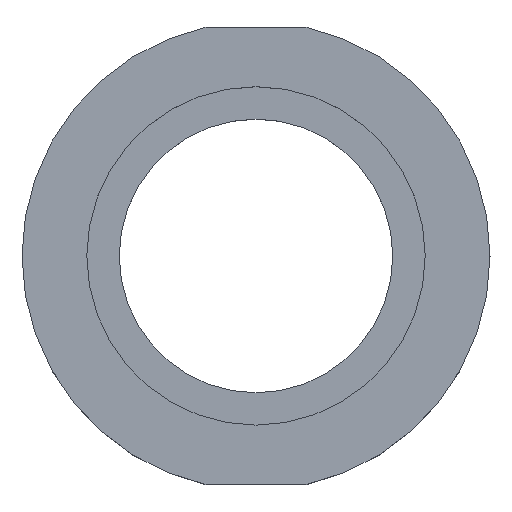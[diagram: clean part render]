
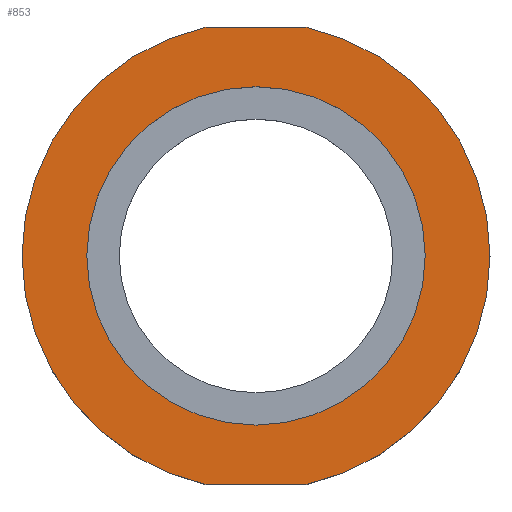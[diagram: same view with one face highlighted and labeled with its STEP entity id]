
A CAD part, top view. The second image highlights one B-rep face of the part: STEP entity #853.
In plain terms, the highlighted planar face has unit normal (0, 0, 1).
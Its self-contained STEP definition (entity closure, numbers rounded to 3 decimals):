
#11 = DIRECTION ( 'NONE',  ( 1., 0., 0. ) ) ;
#26 = VERTEX_POINT ( 'NONE', #381 ) ;
#31 = CIRCLE ( 'NONE', #742, 32.5 ) ;
#41 = VERTEX_POINT ( 'NONE', #818 ) ;
#59 = AXIS2_PLACEMENT_3D ( 'NONE', #236, #532, #603 ) ;
#86 = DIRECTION ( 'NONE',  ( -1., 0., 0. ) ) ;
#116 = EDGE_CURVE ( 'NONE', #409, #213, #437, .T. ) ;
#126 = EDGE_CURVE ( 'NONE', #41, #208, #811, .T. ) ;
#129 = DIRECTION ( 'NONE',  ( 0., 0., -1. ) ) ;
#161 = DIRECTION ( 'NONE',  ( 0., 0., -1. ) ) ;
#187 = CARTESIAN_POINT ( 'NONE',  ( -6.942, -31.75, 7.5 ) ) ;
#190 = CARTESIAN_POINT ( 'NONE',  ( 32.5, 0., 7.5 ) ) ;
#201 = EDGE_LOOP ( 'NONE', ( #303, #651, #844, #616, #286 ) ) ;
#208 = VERTEX_POINT ( 'NONE', #187 ) ;
#213 = VERTEX_POINT ( 'NONE', #628 ) ;
#216 = CIRCLE ( 'NONE', #769, 23.5 ) ;
#236 = CARTESIAN_POINT ( 'NONE',  ( 0., 0., 7.5 ) ) ;
#241 = AXIS2_PLACEMENT_3D ( 'NONE', #697, #615, #462 ) ;
#286 = ORIENTED_EDGE ( 'NONE', *, *, #116, .F. ) ;
#303 = ORIENTED_EDGE ( 'NONE', *, *, #627, .F. ) ;
#304 = CARTESIAN_POINT ( 'NONE',  ( 0., 0., 7.5 ) ) ;
#324 = EDGE_CURVE ( 'NONE', #26, #41, #354, .T. ) ;
#334 = PLANE ( 'NONE',  #784 ) ;
#340 = LINE ( 'NONE', #895, #599 ) ;
#354 = CIRCLE ( 'NONE', #904, 32.5 ) ;
#359 = CARTESIAN_POINT ( 'NONE',  ( -32.5, 0., 7.5 ) ) ;
#365 = EDGE_LOOP ( 'NONE', ( #828, #571 ) ) ;
#380 = CARTESIAN_POINT ( 'NONE',  ( 0., 0., 7.5 ) ) ;
#381 = CARTESIAN_POINT ( 'NONE',  ( 6.942, 31.75, 7.5 ) ) ;
#395 = DIRECTION ( 'NONE',  ( -1., 0., 0. ) ) ;
#409 = VERTEX_POINT ( 'NONE', #359 ) ;
#437 = CIRCLE ( 'NONE', #241, 32.5 ) ;
#451 = DIRECTION ( 'NONE',  ( 0., 0., -1. ) ) ;
#462 = DIRECTION ( 'NONE',  ( -1., 0., 0. ) ) ;
#510 = CARTESIAN_POINT ( 'NONE',  ( 0., 0., 7.5 ) ) ;
#525 = CARTESIAN_POINT ( 'NONE',  ( -23.5, 0., 7.5 ) ) ;
#532 = DIRECTION ( 'NONE',  ( 0., 0., -1. ) ) ;
#571 = ORIENTED_EDGE ( 'NONE', *, *, #592, .T. ) ;
#574 = FACE_OUTER_BOUND ( 'NONE', #201, .T. ) ;
#579 = EDGE_CURVE ( 'NONE', #633, #816, #216, .T. ) ;
#592 = EDGE_CURVE ( 'NONE', #816, #633, #808, .T. ) ;
#599 = VECTOR ( 'NONE', #11, 1000. ) ;
#603 = DIRECTION ( 'NONE',  ( -1., 0., 0. ) ) ;
#615 = DIRECTION ( 'NONE',  ( 0., 0., -1. ) ) ;
#616 = ORIENTED_EDGE ( 'NONE', *, *, #659, .F. ) ;
#627 = EDGE_CURVE ( 'NONE', #208, #409, #31, .T. ) ;
#628 = CARTESIAN_POINT ( 'NONE',  ( -6.942, 31.75, 7.5 ) ) ;
#631 = DIRECTION ( 'NONE',  ( 0., 0., -1. ) ) ;
#633 = VERTEX_POINT ( 'NONE', #525 ) ;
#651 = ORIENTED_EDGE ( 'NONE', *, *, #126, .F. ) ;
#659 = EDGE_CURVE ( 'NONE', #213, #26, #340, .T. ) ;
#697 = CARTESIAN_POINT ( 'NONE',  ( 0., 0., 7.5 ) ) ;
#718 = VECTOR ( 'NONE', #395, 1000. ) ;
#728 = FACE_BOUND ( 'NONE', #365, .T. ) ;
#742 = AXIS2_PLACEMENT_3D ( 'NONE', #304, #451, #754 ) ;
#754 = DIRECTION ( 'NONE',  ( -1., 0., 0. ) ) ;
#769 = AXIS2_PLACEMENT_3D ( 'NONE', #380, #161, #86 ) ;
#776 = CARTESIAN_POINT ( 'NONE',  ( -33.152, -31.75, 7.5 ) ) ;
#784 = AXIS2_PLACEMENT_3D ( 'NONE', #190, #631, #865 ) ;
#798 = DIRECTION ( 'NONE',  ( -1., 0., 0. ) ) ;
#808 = CIRCLE ( 'NONE', #59, 23.5 ) ;
#811 = LINE ( 'NONE', #776, #718 ) ;
#816 = VERTEX_POINT ( 'NONE', #861 ) ;
#818 = CARTESIAN_POINT ( 'NONE',  ( 6.942, -31.75, 7.5 ) ) ;
#828 = ORIENTED_EDGE ( 'NONE', *, *, #579, .T. ) ;
#844 = ORIENTED_EDGE ( 'NONE', *, *, #324, .F. ) ;
#853 = ADVANCED_FACE ( 'NONE', ( #574, #728 ), #334, .F. ) ;
#861 = CARTESIAN_POINT ( 'NONE',  ( 23.5, 0., 7.5 ) ) ;
#865 = DIRECTION ( 'NONE',  ( -1., 0., 0. ) ) ;
#895 = CARTESIAN_POINT ( 'NONE',  ( -33.152, 31.75, 7.5 ) ) ;
#904 = AXIS2_PLACEMENT_3D ( 'NONE', #510, #129, #798 ) ;
